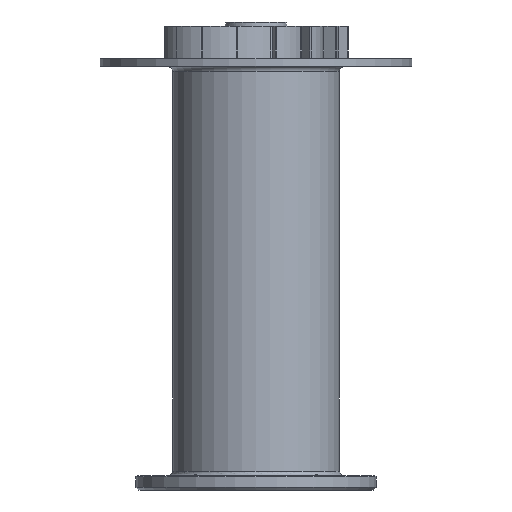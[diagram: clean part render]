
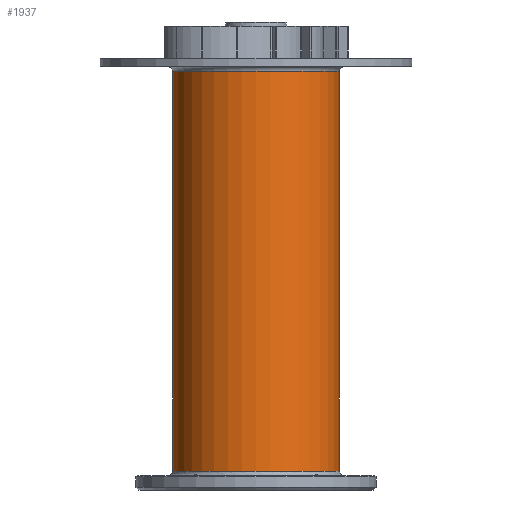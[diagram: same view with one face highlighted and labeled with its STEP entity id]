
A CAD part, front view. The second image highlights one B-rep face of the part: STEP entity #1937.
In plain terms, the highlighted cylindrical face has radius 57.5 mm (diameter 115 mm), a full revolution.
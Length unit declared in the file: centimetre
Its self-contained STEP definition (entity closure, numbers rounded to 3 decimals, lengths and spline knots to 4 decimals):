
#26=CYLINDRICAL_SURFACE('',#2099,5.75);
#145=FACE_OUTER_BOUND('',#265,.T.);
#265=EDGE_LOOP('',(#1390,#1391,#1392,#1393,#1394));
#386=LINE('',#3175,#525);
#525=VECTOR('',#2432,5.75);
#687=CIRCLE('',#2097,5.75);
#688=CIRCLE('',#2098,5.75);
#689=CIRCLE('',#2100,5.75);
#854=VERTEX_POINT('',#3152);
#855=VERTEX_POINT('',#3154);
#856=VERTEX_POINT('',#3174);
#1064=EDGE_CURVE('',#854,#855,#687,.T.);
#1065=EDGE_CURVE('',#855,#854,#688,.T.);
#1067=EDGE_CURVE('',#855,#856,#386,.T.);
#1068=EDGE_CURVE('',#856,#856,#689,.T.);
#1390=ORIENTED_EDGE('',*,*,#1065,.F.);
#1391=ORIENTED_EDGE('',*,*,#1067,.T.);
#1392=ORIENTED_EDGE('',*,*,#1068,.F.);
#1393=ORIENTED_EDGE('',*,*,#1067,.F.);
#1394=ORIENTED_EDGE('',*,*,#1064,.F.);
#1937=ADVANCED_FACE('',(#145),#26,.T.);
#2097=AXIS2_PLACEMENT_3D('',#3155,#2426,#2427);
#2098=AXIS2_PLACEMENT_3D('',#3156,#2428,#2429);
#2099=AXIS2_PLACEMENT_3D('',#3173,#2430,#2431);
#2100=AXIS2_PLACEMENT_3D('',#3176,#2433,#2434);
#2426=DIRECTION('center_axis',(0.,0.,-1.));
#2427=DIRECTION('ref_axis',(-1.,0.,0.));
#2428=DIRECTION('center_axis',(0.,0.,-1.));
#2429=DIRECTION('ref_axis',(-1.,0.,0.));
#2430=DIRECTION('center_axis',(0.,0.,-1.));
#2431=DIRECTION('ref_axis',(-1.,0.,0.));
#2432=DIRECTION('',(0.,0.,1.));
#2433=DIRECTION('center_axis',(0.,0.,1.));
#2434=DIRECTION('ref_axis',(-1.,0.,0.));
#3152=CARTESIAN_POINT('',(-23.0194,0.4521,-31.1));
#3154=CARTESIAN_POINT('',(-11.5194,0.4521,-31.1));
#3155=CARTESIAN_POINT('Origin',(-17.2694,0.4521,-31.1));
#3156=CARTESIAN_POINT('Origin',(-17.2694,0.4521,-31.1));
#3173=CARTESIAN_POINT('Origin',(-17.2694,0.4521,-17.5));
#3174=CARTESIAN_POINT('',(-11.5194,0.4521,-3.5));
#3175=CARTESIAN_POINT('',(-11.5194,0.4521,-17.5));
#3176=CARTESIAN_POINT('Origin',(-17.2694,0.4521,-3.5));
